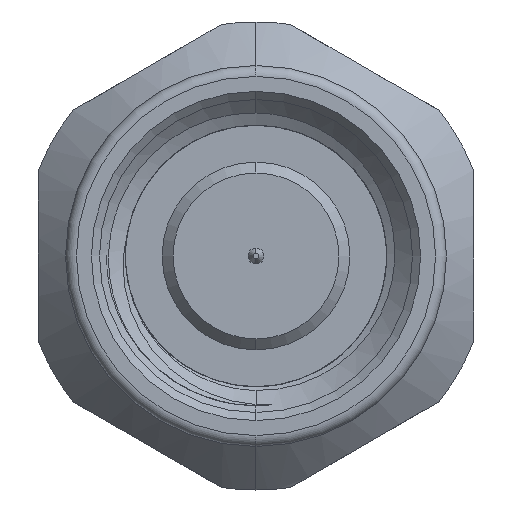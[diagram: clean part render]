
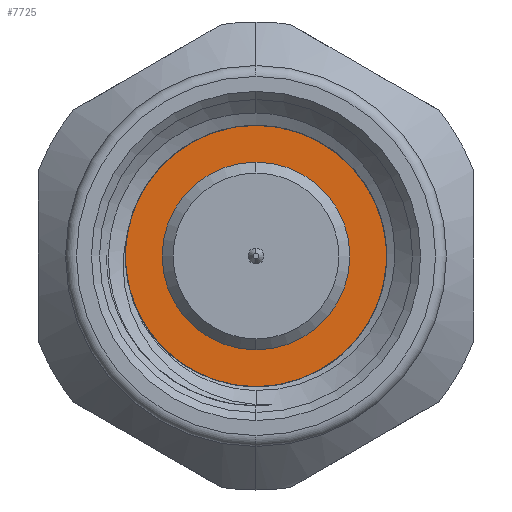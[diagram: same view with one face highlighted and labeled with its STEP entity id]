
A CAD part, left-side view. The second image highlights one B-rep face of the part: STEP entity #7725.
In plain terms, the highlighted planar face has unit normal (-1, 0, 0).
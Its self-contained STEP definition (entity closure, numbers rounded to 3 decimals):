
#181 = EDGE_LOOP ( 'NONE', ( #2963, #891 ) ) ;
#265 = ORIENTED_EDGE ( 'NONE', *, *, #4656, .T. ) ;
#322 = CARTESIAN_POINT ( 'NONE',  ( -12.96, 0., 0. ) ) ;
#422 = CIRCLE ( 'NONE', #4573, 1.725 ) ;
#523 = AXIS2_PLACEMENT_3D ( 'NONE', #7372, #1296, #7289 ) ;
#883 = CARTESIAN_POINT ( 'NONE',  ( -12.96, 0., 0. ) ) ;
#891 = ORIENTED_EDGE ( 'NONE', *, *, #2895, .F. ) ;
#1296 = DIRECTION ( 'NONE',  ( 1., 0., 0. ) ) ;
#1462 = CIRCLE ( 'NONE', #4485, 3.25 ) ;
#1478 = CARTESIAN_POINT ( 'NONE',  ( -12.96, 0., -1.725 ) ) ;
#1703 = PLANE ( 'NONE',  #1912 ) ;
#1798 = VERTEX_POINT ( 'NONE', #4503 ) ;
#1876 = VERTEX_POINT ( 'NONE', #5327 ) ;
#1912 = AXIS2_PLACEMENT_3D ( 'NONE', #6470, #3523, #7609 ) ;
#2079 = DIRECTION ( 'NONE',  ( 0., 0., -1. ) ) ;
#2215 = FACE_BOUND ( 'NONE', #4957, .T. ) ;
#2267 = VERTEX_POINT ( 'NONE', #1478 ) ;
#2416 = AXIS2_PLACEMENT_3D ( 'NONE', #883, #4591, #5706 ) ;
#2895 = EDGE_CURVE ( 'NONE', #1798, #6678, #1462, .T. ) ;
#2963 = ORIENTED_EDGE ( 'NONE', *, *, #7058, .F. ) ;
#3523 = DIRECTION ( 'NONE',  ( -1., 0., 0. ) ) ;
#3562 = FACE_OUTER_BOUND ( 'NONE', #181, .T. ) ;
#3814 = CARTESIAN_POINT ( 'NONE',  ( -12.96, 0., 0. ) ) ;
#4485 = AXIS2_PLACEMENT_3D ( 'NONE', #3814, #4557, #2079 ) ;
#4503 = CARTESIAN_POINT ( 'NONE',  ( -12.96, 0., 3.25 ) ) ;
#4557 = DIRECTION ( 'NONE',  ( 1., 0., 0. ) ) ;
#4566 = CARTESIAN_POINT ( 'NONE',  ( -12.96, 0., -3.25 ) ) ;
#4573 = AXIS2_PLACEMENT_3D ( 'NONE', #322, #7452, #5688 ) ;
#4591 = DIRECTION ( 'NONE',  ( 1., 0., 0. ) ) ;
#4656 = EDGE_CURVE ( 'NONE', #2267, #1876, #422, .T. ) ;
#4811 = CIRCLE ( 'NONE', #2416, 3.25 ) ;
#4957 = EDGE_LOOP ( 'NONE', ( #265, #6246 ) ) ;
#5327 = CARTESIAN_POINT ( 'NONE',  ( -12.96, 0., 1.725 ) ) ;
#5688 = DIRECTION ( 'NONE',  ( 0., 0., -1. ) ) ;
#5706 = DIRECTION ( 'NONE',  ( 0., 0., -1. ) ) ;
#6240 = EDGE_CURVE ( 'NONE', #1876, #2267, #6560, .T. ) ;
#6246 = ORIENTED_EDGE ( 'NONE', *, *, #6240, .T. ) ;
#6470 = CARTESIAN_POINT ( 'NONE',  ( -12.96, -3.25, 0. ) ) ;
#6560 = CIRCLE ( 'NONE', #523, 1.725 ) ;
#6678 = VERTEX_POINT ( 'NONE', #4566 ) ;
#7058 = EDGE_CURVE ( 'NONE', #6678, #1798, #4811, .T. ) ;
#7289 = DIRECTION ( 'NONE',  ( 0., 0., -1. ) ) ;
#7372 = CARTESIAN_POINT ( 'NONE',  ( -12.96, 0., 0. ) ) ;
#7452 = DIRECTION ( 'NONE',  ( 1., 0., 0. ) ) ;
#7609 = DIRECTION ( 'NONE',  ( 0., 0., 1. ) ) ;
#7725 = ADVANCED_FACE ( 'NONE', ( #3562, #2215 ), #1703, .T. ) ;
